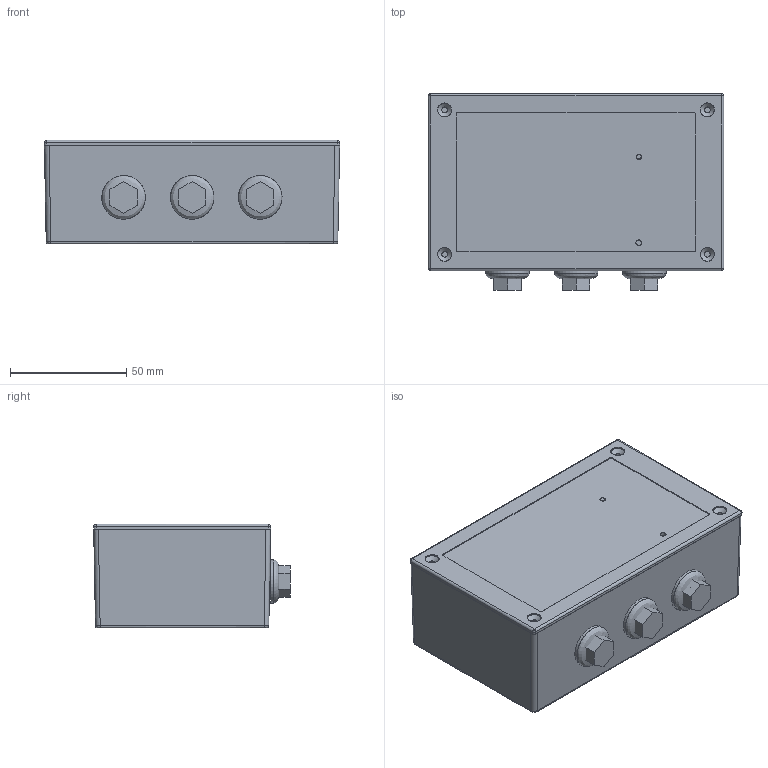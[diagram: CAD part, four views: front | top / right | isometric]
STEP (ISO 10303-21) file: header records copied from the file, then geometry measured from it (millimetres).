
FILE_DESCRIPTION(/* description */ (''),/* implementation_level */ '2;1');
FILE_NAME(/* name */ 'CAN-BC2',/* time_stamp */ '2022-03-17T08:13:35+01:00',/* author */ (''),/* organization */ (''),/* preprocessor_version */ 'ST-DEVELOPER v16.5',/* originating_system */ 'Rhino 7.16',/* authorisation */ '');
FILE_SCHEMA (('AUTOMOTIVE_DESIGN'));
Length unit declared in the file: millimetre
Products named in the file (1): Document
Bounding box: 126.8 x 84.46 x 44.56 mm (x, y, z)
Volume: 65982.4 mm3; surface area: 117253 mm2
Topology: 36 solids, 342 shells, 1131 faces, 2712 edges, 1962 vertices
Faces by surface type: plane 782, bspline 179, cylinder 170
Full cylindrical faces by diameter (mm): 0.8 x24, 0.9 x4, 0.925 x6, 1.25 x8, 1.35 x4, 2.3 x3, 2.4 x1, 2.5 x9, 2.6 x2, 2.805 x1, 2.9 x4, 3.1 x6, 4.1 x2, 5 x2, 6 x4, 8 x2, 11 x3, 12 x2, 15 x3, 15.4 x3
Entity records: 48251 total; most frequent: CARTESIAN_POINT 27063, ORIENTED_EDGE 4530, EDGE_CURVE 2708, B_SPLINE_CURVE_WITH_KNOTS 2043, VERTEX_POINT 1962, EDGE_LOOP 1329, ADVANCED_FACE 1131, FACE_OUTER_BOUND 1131
